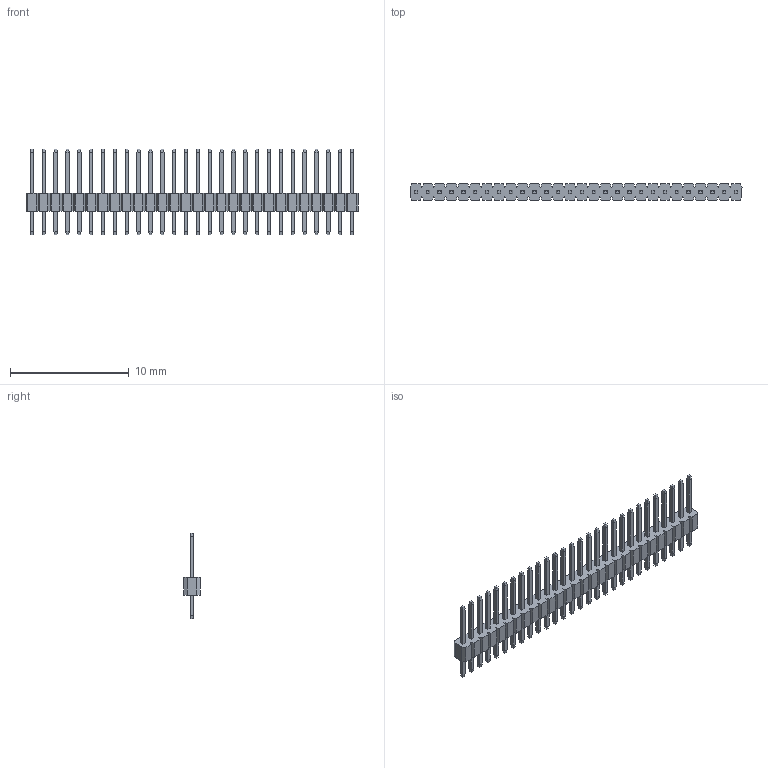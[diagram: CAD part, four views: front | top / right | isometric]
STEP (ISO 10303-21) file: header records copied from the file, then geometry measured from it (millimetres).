
FILE_DESCRIPTION (( 'STEP AP214' ), '1' );
FILE_NAME ('FPH10024-S28S1014100320B-REF.STEP', '2025-12-02T00:59:52', ( '' ), ( '' ), 'SwSTEP 2.0', 'SolidWorks 2021', '' );
FILE_SCHEMA (( 'AUTOMOTIVE_DESIGN' ));
Length unit declared in the file: millimetre
Products named in the file (1): FPH10024-S28S1014100320B-REF
Bounding box: 28 x 1.4 x 7.25 mm (x, y, z)
Volume: 69.1 mm3; surface area: 378.4 mm2
Topology: 1 solids, 1 shells, 676 faces, 1630 edges, 1012 vertices
Faces by surface type: plane 676
Entity records: 18996 total; most frequent: CARTESIAN_POINT 3319, ORIENTED_EDGE 3260, DIRECTION 2984, VECTOR 1630, EDGE_CURVE 1630, LINE 1630, VERTEX_POINT 1012, EDGE_LOOP 732
